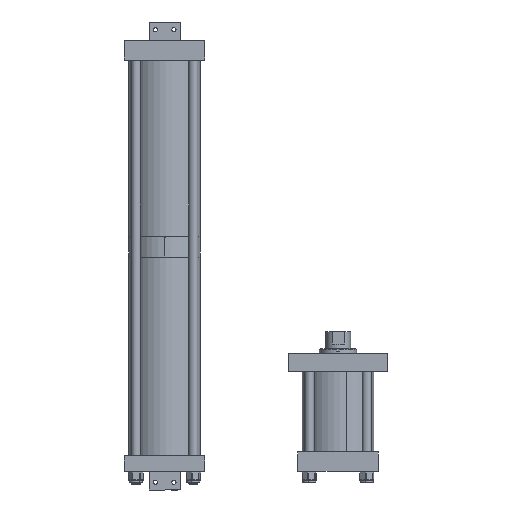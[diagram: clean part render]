
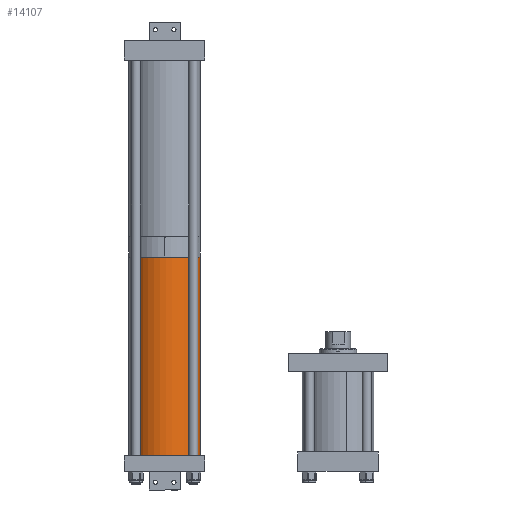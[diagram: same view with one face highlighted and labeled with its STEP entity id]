
A CAD part, front view. The second image highlights one B-rep face of the part: STEP entity #14107.
In plain terms, the highlighted cylindrical face has radius 73.025 mm (diameter 146.05 mm), a partial arc.
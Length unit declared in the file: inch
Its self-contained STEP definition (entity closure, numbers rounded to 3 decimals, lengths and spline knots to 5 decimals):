
#582 = DIRECTION ( 'NONE',  ( 0., 0., -1. ) ) ;
#815 = ORIENTED_EDGE ( 'NONE', *, *, #6977, .T. ) ;
#855 = CYLINDRICAL_SURFACE ( 'NONE', #7795, 2.875 ) ;
#981 = VERTEX_POINT ( 'NONE', #9541 ) ;
#1826 = ORIENTED_EDGE ( 'NONE', *, *, #4018, .F. ) ;
#2983 = ORIENTED_EDGE ( 'NONE', *, *, #13695, .T. ) ;
#3364 = AXIS2_PLACEMENT_3D ( 'NONE', #3767, #12658, #5754 ) ;
#3599 = VECTOR ( 'NONE', #5889, 39.37008 ) ;
#3657 = DIRECTION ( 'NONE',  ( 0., 0., 1. ) ) ;
#3767 = CARTESIAN_POINT ( 'NONE',  ( 16., 0., 0. ) ) ;
#3909 = LINE ( 'NONE', #12798, #3599 ) ;
#4018 = EDGE_CURVE ( 'NONE', #981, #5668, #6133, .T. ) ;
#4768 = LINE ( 'NONE', #13663, #6877 ) ;
#5653 = CARTESIAN_POINT ( 'NONE',  ( 16., 0., 0. ) ) ;
#5668 = VERTEX_POINT ( 'NONE', #9957 ) ;
#5754 = DIRECTION ( 'NONE',  ( 0., 0., -1. ) ) ;
#5889 = DIRECTION ( 'NONE',  ( -1., 0., 0. ) ) ;
#6133 = CIRCLE ( 'NONE', #3364, 2.875 ) ;
#6768 = DIRECTION ( 'NONE',  ( -1., 0., 0. ) ) ;
#6877 = VECTOR ( 'NONE', #6768, 39.37008 ) ;
#6942 = CIRCLE ( 'NONE', #9782, 2.875 ) ;
#6977 = EDGE_CURVE ( 'NONE', #981, #9726, #4768, .T. ) ;
#7409 = DIRECTION ( 'NONE',  ( 1., 0., 0. ) ) ;
#7795 = AXIS2_PLACEMENT_3D ( 'NONE', #5653, #14559, #3657 ) ;
#9505 = FACE_OUTER_BOUND ( 'NONE', #13325, .T. ) ;
#9541 = CARTESIAN_POINT ( 'NONE',  ( 16., 0., -2.875 ) ) ;
#9726 = VERTEX_POINT ( 'NONE', #13563 ) ;
#9782 = AXIS2_PLACEMENT_3D ( 'NONE', #14282, #7409, #582 ) ;
#9946 = ORIENTED_EDGE ( 'NONE', *, *, #10930, .F. ) ;
#9957 = CARTESIAN_POINT ( 'NONE',  ( 16., 0., 2.875 ) ) ;
#10930 = EDGE_CURVE ( 'NONE', #5668, #13544, #3909, .T. ) ;
#12658 = DIRECTION ( 'NONE',  ( 1., 0., 0. ) ) ;
#12798 = CARTESIAN_POINT ( 'NONE',  ( 16., 0., 2.875 ) ) ;
#13325 = EDGE_LOOP ( 'NONE', ( #1826, #815, #2983, #9946 ) ) ;
#13544 = VERTEX_POINT ( 'NONE', #14487 ) ;
#13563 = CARTESIAN_POINT ( 'NONE',  ( 0., 0., -2.875 ) ) ;
#13663 = CARTESIAN_POINT ( 'NONE',  ( 16., 0., -2.875 ) ) ;
#13695 = EDGE_CURVE ( 'NONE', #9726, #13544, #6942, .T. ) ;
#14107 = ADVANCED_FACE ( 'NONE', ( #9505 ), #855, .T. ) ;
#14282 = CARTESIAN_POINT ( 'NONE',  ( 0., 0., 0. ) ) ;
#14487 = CARTESIAN_POINT ( 'NONE',  ( 0., 0., 2.875 ) ) ;
#14559 = DIRECTION ( 'NONE',  ( -1., 0., 0. ) ) ;
